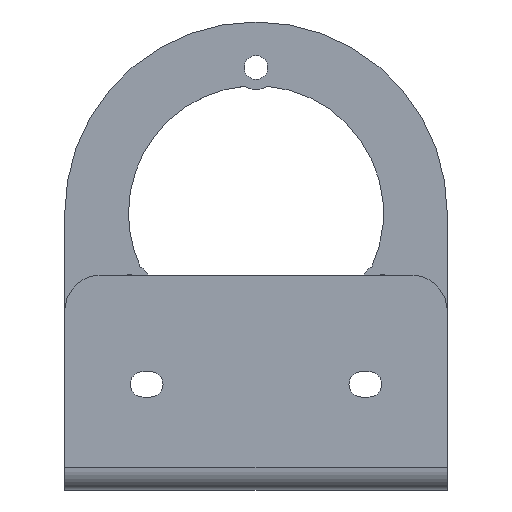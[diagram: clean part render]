
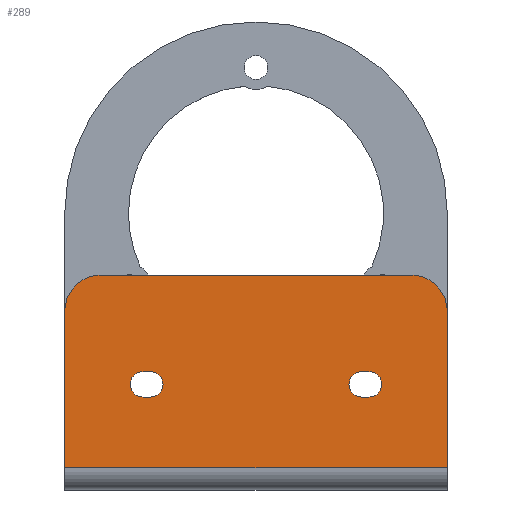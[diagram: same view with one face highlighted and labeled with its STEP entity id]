
A CAD part, top view. The second image highlights one B-rep face of the part: STEP entity #289.
In plain terms, the highlighted planar face has unit normal (0, 0, 1).
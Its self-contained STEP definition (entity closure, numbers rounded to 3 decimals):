
#5 = DIRECTION ( 'NONE',  ( -1., 0., 0. ) ) ;
#36 = EDGE_LOOP ( 'NONE', ( #134, #1311, #1391, #903, #453, #1343 ) ) ;
#55 = DIRECTION ( 'NONE',  ( 1., 0., 0. ) ) ;
#56 = ORIENTED_EDGE ( 'NONE', *, *, #385, .F. ) ;
#60 = ORIENTED_EDGE ( 'NONE', *, *, #61, .T. ) ;
#61 = EDGE_CURVE ( 'NONE', #99, #1153, #261, .T. ) ;
#66 = DIRECTION ( 'NONE',  ( -1., 0., 0. ) ) ;
#72 = EDGE_CURVE ( 'NONE', #1604, #725, #713, .T. ) ;
#87 = CIRCLE ( 'NONE', #1165, 10. ) ;
#95 = ORIENTED_EDGE ( 'NONE', *, *, #801, .T. ) ;
#99 = VERTEX_POINT ( 'NONE', #695 ) ;
#120 = CIRCLE ( 'NONE', #1442, 3.5 ) ;
#134 = ORIENTED_EDGE ( 'NONE', *, *, #1429, .F. ) ;
#137 = EDGE_CURVE ( 'NONE', #1175, #1307, #569, .T. ) ;
#143 = ORIENTED_EDGE ( 'NONE', *, *, #1671, .T. ) ;
#149 = EDGE_CURVE ( 'NONE', #951, #1299, #1492, .T. ) ;
#161 = CIRCLE ( 'NONE', #1348, 3.5 ) ;
#170 = DIRECTION ( 'NONE',  ( 0., 0., -1. ) ) ;
#181 = CARTESIAN_POINT ( 'NONE',  ( 29., -47., 41. ) ) ;
#182 = DIRECTION ( 'NONE',  ( 1., 0., 0. ) ) ;
#189 = DIRECTION ( 'NONE',  ( 1., 0., 0. ) ) ;
#191 = LINE ( 'NONE', #716, #785 ) ;
#216 = CARTESIAN_POINT ( 'NONE',  ( 52.5, -27., 41. ) ) ;
#224 = CARTESIAN_POINT ( 'NONE',  ( 0., -184.5, 41. ) ) ;
#229 = CARTESIAN_POINT ( 'NONE',  ( -29., -47., 41. ) ) ;
#231 = PLANE ( 'NONE',  #664 ) ;
#232 = DIRECTION ( 'NONE',  ( -1., 0., 0. ) ) ;
#254 = LINE ( 'NONE', #379, #288 ) ;
#261 = CIRCLE ( 'NONE', #1232, 3.5 ) ;
#263 = DIRECTION ( 'NONE',  ( -1., 0., 0. ) ) ;
#265 = VERTEX_POINT ( 'NONE', #1662 ) ;
#267 = CARTESIAN_POINT ( 'NONE',  ( 0., -17., 41. ) ) ;
#270 = LINE ( 'NONE', #975, #1388 ) ;
#272 = VECTOR ( 'NONE', #295, 1000. ) ;
#282 = VERTEX_POINT ( 'NONE', #335 ) ;
#288 = VECTOR ( 'NONE', #232, 1000. ) ;
#289 = ADVANCED_FACE ( 'NONE', ( #1259, #476, #1137 ), #231, .T. ) ;
#295 = DIRECTION ( 'NONE',  ( 1., 0., 0. ) ) ;
#309 = CARTESIAN_POINT ( 'NONE',  ( -31., -47., 41. ) ) ;
#335 = CARTESIAN_POINT ( 'NONE',  ( 42.5, -17., 41. ) ) ;
#350 = EDGE_CURVE ( 'NONE', #282, #1175, #688, .T. ) ;
#360 = ORIENTED_EDGE ( 'NONE', *, *, #1167, .F. ) ;
#371 = DIRECTION ( 'NONE',  ( 0., 0., -1. ) ) ;
#379 = CARTESIAN_POINT ( 'NONE',  ( 0., -69.931, 41. ) ) ;
#385 = EDGE_CURVE ( 'NONE', #951, #265, #642, .T. ) ;
#393 = CARTESIAN_POINT ( 'NONE',  ( 0., -50.5, 41. ) ) ;
#412 = CARTESIAN_POINT ( 'NONE',  ( -31., -50.5, 41. ) ) ;
#441 = ORIENTED_EDGE ( 'NONE', *, *, #149, .T. ) ;
#453 = ORIENTED_EDGE ( 'NONE', *, *, #1516, .F. ) ;
#455 = VERTEX_POINT ( 'NONE', #412 ) ;
#476 = FACE_BOUND ( 'NONE', #1318, .T. ) ;
#490 = VECTOR ( 'NONE', #1101, 1000. ) ;
#510 = ORIENTED_EDGE ( 'NONE', *, *, #1127, .T. ) ;
#522 = DIRECTION ( 'NONE',  ( 0., 0., -1. ) ) ;
#523 = VECTOR ( 'NONE', #1593, 1000. ) ;
#548 = EDGE_CURVE ( 'NONE', #1605, #839, #270, .T. ) ;
#551 = DIRECTION ( 'NONE',  ( 0., 0., -1. ) ) ;
#553 = DIRECTION ( 'NONE',  ( 0., 0., -1. ) ) ;
#561 = CIRCLE ( 'NONE', #1523, 3.5 ) ;
#569 = LINE ( 'NONE', #1351, #523 ) ;
#586 = CARTESIAN_POINT ( 'NONE',  ( 52.5, -69.931, 41. ) ) ;
#639 = DIRECTION ( 'NONE',  ( 1., 0., 0. ) ) ;
#642 = LINE ( 'NONE', #393, #1044 ) ;
#664 = AXIS2_PLACEMENT_3D ( 'NONE', #224, #1250, #66 ) ;
#673 = DIRECTION ( 'NONE',  ( 1., 0., 0. ) ) ;
#688 = CIRCLE ( 'NONE', #1435, 10. ) ;
#695 = CARTESIAN_POINT ( 'NONE',  ( -34.5, -47., 41. ) ) ;
#713 = LINE ( 'NONE', #816, #490 ) ;
#716 = CARTESIAN_POINT ( 'NONE',  ( 0., -50.5, 41. ) ) ;
#725 = VERTEX_POINT ( 'NONE', #861 ) ;
#777 = CARTESIAN_POINT ( 'NONE',  ( -29., -43.5, 41. ) ) ;
#780 = DIRECTION ( 'NONE',  ( 1., 0., 0. ) ) ;
#785 = VECTOR ( 'NONE', #1535, 1000. ) ;
#801 = EDGE_CURVE ( 'NONE', #890, #1568, #161, .T. ) ;
#816 = CARTESIAN_POINT ( 'NONE',  ( -52.5, -184.5, 41. ) ) ;
#817 = EDGE_CURVE ( 'NONE', #1153, #890, #1160, .T. ) ;
#839 = VERTEX_POINT ( 'NONE', #1168 ) ;
#851 = CARTESIAN_POINT ( 'NONE',  ( -31., -43.5, 41. ) ) ;
#855 = CARTESIAN_POINT ( 'NONE',  ( 25.5, -47., 41. ) ) ;
#861 = CARTESIAN_POINT ( 'NONE',  ( -52.5, -27., 41. ) ) ;
#890 = VERTEX_POINT ( 'NONE', #777 ) ;
#892 = DIRECTION ( 'NONE',  ( 1., 0., 0. ) ) ;
#896 = CARTESIAN_POINT ( 'NONE',  ( 42.5, -27., 41. ) ) ;
#903 = ORIENTED_EDGE ( 'NONE', *, *, #1026, .F. ) ;
#905 = VECTOR ( 'NONE', #639, 1000. ) ;
#906 = DIRECTION ( 'NONE',  ( 1., 0., 0. ) ) ;
#937 = DIRECTION ( 'NONE',  ( 0., 0., -1. ) ) ;
#951 = VERTEX_POINT ( 'NONE', #1583 ) ;
#963 = ORIENTED_EDGE ( 'NONE', *, *, #548, .T. ) ;
#975 = CARTESIAN_POINT ( 'NONE',  ( 0., -43.5, 41. ) ) ;
#1026 = EDGE_CURVE ( 'NONE', #1039, #282, #1087, .T. ) ;
#1039 = VERTEX_POINT ( 'NONE', #1134 ) ;
#1040 = ORIENTED_EDGE ( 'NONE', *, *, #1499, .T. ) ;
#1044 = VECTOR ( 'NONE', #780, 1000. ) ;
#1046 = CARTESIAN_POINT ( 'NONE',  ( 31., -47., 41. ) ) ;
#1087 = LINE ( 'NONE', #267, #272 ) ;
#1101 = DIRECTION ( 'NONE',  ( 0., 1., 0. ) ) ;
#1125 = CIRCLE ( 'NONE', #1648, 3.5 ) ;
#1127 = EDGE_CURVE ( 'NONE', #1299, #1605, #1125, .T. ) ;
#1134 = CARTESIAN_POINT ( 'NONE',  ( -42.5, -17., 41. ) ) ;
#1137 = FACE_BOUND ( 'NONE', #1304, .T. ) ;
#1153 = VERTEX_POINT ( 'NONE', #851 ) ;
#1160 = LINE ( 'NONE', #1545, #905 ) ;
#1165 = AXIS2_PLACEMENT_3D ( 'NONE', #1450, #1422, #263 ) ;
#1167 = EDGE_CURVE ( 'NONE', #455, #1568, #191, .T. ) ;
#1168 = CARTESIAN_POINT ( 'NONE',  ( 31., -43.5, 41. ) ) ;
#1175 = VERTEX_POINT ( 'NONE', #216 ) ;
#1184 = AXIS2_PLACEMENT_3D ( 'NONE', #181, #937, #1475 ) ;
#1228 = ORIENTED_EDGE ( 'NONE', *, *, #817, .T. ) ;
#1232 = AXIS2_PLACEMENT_3D ( 'NONE', #1332, #170, #189 ) ;
#1250 = DIRECTION ( 'NONE',  ( 0., 0., 1. ) ) ;
#1259 = FACE_OUTER_BOUND ( 'NONE', #36, .T. ) ;
#1299 = VERTEX_POINT ( 'NONE', #855 ) ;
#1304 = EDGE_LOOP ( 'NONE', ( #1040, #56, #441, #510, #963 ) ) ;
#1307 = VERTEX_POINT ( 'NONE', #586 ) ;
#1311 = ORIENTED_EDGE ( 'NONE', *, *, #137, .F. ) ;
#1318 = EDGE_LOOP ( 'NONE', ( #360, #143, #60, #1228, #95 ) ) ;
#1326 = CARTESIAN_POINT ( 'NONE',  ( -29., -50.5, 41. ) ) ;
#1332 = CARTESIAN_POINT ( 'NONE',  ( -31., -47., 41. ) ) ;
#1343 = ORIENTED_EDGE ( 'NONE', *, *, #72, .F. ) ;
#1348 = AXIS2_PLACEMENT_3D ( 'NONE', #229, #1408, #906 ) ;
#1351 = CARTESIAN_POINT ( 'NONE',  ( 52.5, -184.5, 41. ) ) ;
#1352 = CARTESIAN_POINT ( 'NONE',  ( 29., -43.5, 41. ) ) ;
#1388 = VECTOR ( 'NONE', #673, 1000. ) ;
#1391 = ORIENTED_EDGE ( 'NONE', *, *, #350, .F. ) ;
#1408 = DIRECTION ( 'NONE',  ( 0., 0., -1. ) ) ;
#1422 = DIRECTION ( 'NONE',  ( 0., 0., -1. ) ) ;
#1429 = EDGE_CURVE ( 'NONE', #1307, #1604, #254, .T. ) ;
#1435 = AXIS2_PLACEMENT_3D ( 'NONE', #896, #522, #5 ) ;
#1442 = AXIS2_PLACEMENT_3D ( 'NONE', #1046, #371, #892 ) ;
#1450 = CARTESIAN_POINT ( 'NONE',  ( -42.5, -27., 41. ) ) ;
#1475 = DIRECTION ( 'NONE',  ( 1., 0., 0. ) ) ;
#1486 = CARTESIAN_POINT ( 'NONE',  ( -52.5, -69.931, 41. ) ) ;
#1492 = CIRCLE ( 'NONE', #1184, 3.5 ) ;
#1499 = EDGE_CURVE ( 'NONE', #839, #265, #120, .T. ) ;
#1516 = EDGE_CURVE ( 'NONE', #725, #1039, #87, .T. ) ;
#1523 = AXIS2_PLACEMENT_3D ( 'NONE', #309, #551, #182 ) ;
#1535 = DIRECTION ( 'NONE',  ( 1., 0., 0. ) ) ;
#1545 = CARTESIAN_POINT ( 'NONE',  ( 0., -43.5, 41. ) ) ;
#1568 = VERTEX_POINT ( 'NONE', #1326 ) ;
#1583 = CARTESIAN_POINT ( 'NONE',  ( 29., -50.5, 41. ) ) ;
#1593 = DIRECTION ( 'NONE',  ( 0., -1., 0. ) ) ;
#1604 = VERTEX_POINT ( 'NONE', #1486 ) ;
#1605 = VERTEX_POINT ( 'NONE', #1352 ) ;
#1648 = AXIS2_PLACEMENT_3D ( 'NONE', #1659, #553, #55 ) ;
#1659 = CARTESIAN_POINT ( 'NONE',  ( 29., -47., 41. ) ) ;
#1662 = CARTESIAN_POINT ( 'NONE',  ( 31., -50.5, 41. ) ) ;
#1671 = EDGE_CURVE ( 'NONE', #455, #99, #561, .T. ) ;
